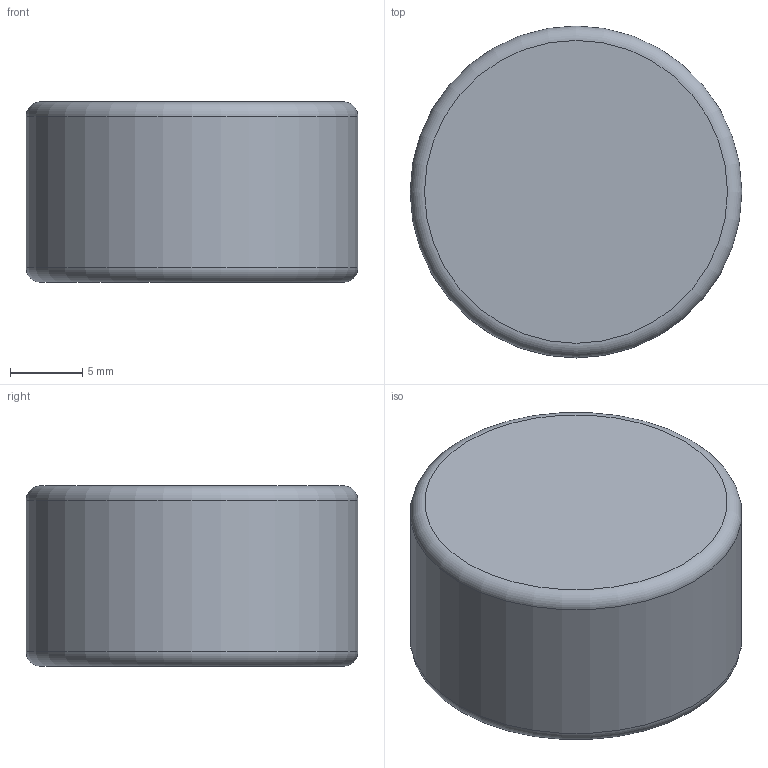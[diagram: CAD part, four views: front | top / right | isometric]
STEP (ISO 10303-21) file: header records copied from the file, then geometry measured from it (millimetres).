
FILE_DESCRIPTION(/* description */ ('Unknown'),/* implementation_level */ '2;1');
FILE_NAME(/* name */ '26250000',/* time_stamp */ '2022-08-26T15:09:03+02:00',/* author */ ('Unknown'),/* organization */ ('GROHE AG'),/* preprocessor_version */ 'ST-DEVELOPER v16.7',/* originating_system */ 'DEX',/* authorisation */ $);
FILE_SCHEMA (('AUTOMOTIVE_DESIGN {1 0 10303 214 3 1 1}'));
Length unit declared in the file: millimetre
Products named in the file (7): 26250000; id11; 008_01_CR; A4240529_GEH_GLEITE_01026000; ALIAS BREP MODEL; ShowerElbowConnection; SKIN#2
Assembly tree (6 placements, depth 2):
  26250000
    id11
    008_01_CR
    A4240529_GEH_GLEITE_01026000
    ALIAS BREP MODEL
    ShowerElbowConnection
    SKIN#2
Bounding box: 23 x 23 x 12.5 mm (x, y, z)
Volume: 5163.4 mm3; surface area: 1671.6 mm2
Topology: 1 solids, 1 shells, 5 faces, 9 edges, 6 vertices
Faces by surface type: plane 2, torus 2, cylinder 1
Full cylindrical faces by diameter (mm): 23 x1
Entity records: 238 total; most frequent: DIRECTION 32, CARTESIAN_POINT 20, AXIS2_PLACEMENT_3D 16, PRODUCT_DEFINITION_SHAPE 13, ORIENTED_EDGE 8, EDGE_LOOP 8, FACE_BOUND 8, SHAPE_DEFINITION_REPRESENTATION 7
